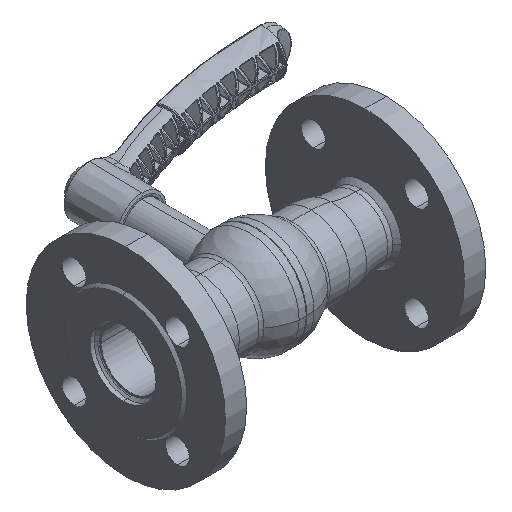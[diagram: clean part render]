
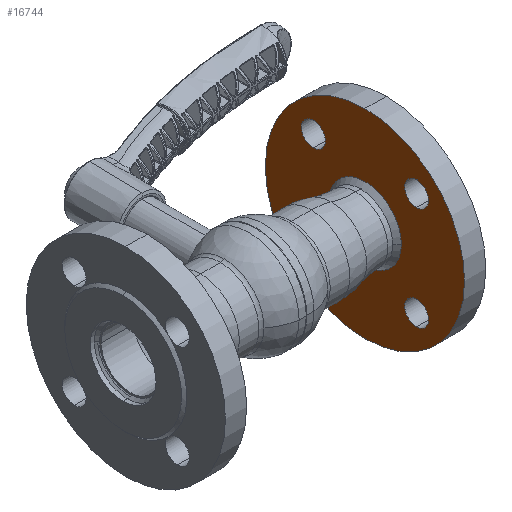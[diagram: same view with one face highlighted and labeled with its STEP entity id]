
A CAD part, isometric view. The second image highlights one B-rep face of the part: STEP entity #16744.
In plain terms, the highlighted planar face has unit normal (-1, 0, 0).
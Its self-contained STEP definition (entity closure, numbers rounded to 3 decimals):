
#378 = ORIENTED_EDGE ( 'NONE', *, *, #10857, .T. ) ;
#618 = VERTEX_POINT ( 'NONE', #18009 ) ;
#749 = CARTESIAN_POINT ( 'NONE',  ( 82., -38.891, -38.891 ) ) ;
#925 = VERTEX_POINT ( 'NONE', #6753 ) ;
#985 = VERTEX_POINT ( 'NONE', #28641 ) ;
#1371 = EDGE_CURVE ( 'NONE', #16541, #15231, #30439, .T. ) ;
#1613 = CARTESIAN_POINT ( 'NONE',  ( 82., 0., 0. ) ) ;
#1762 = CARTESIAN_POINT ( 'NONE',  ( 82., -38.891, 29.891 ) ) ;
#1941 = DIRECTION ( 'NONE',  ( -1., 0., 0. ) ) ;
#2008 = DIRECTION ( 'NONE',  ( -1., 0., 0. ) ) ;
#2216 = ORIENTED_EDGE ( 'NONE', *, *, #11308, .F. ) ;
#2310 = CARTESIAN_POINT ( 'NONE',  ( 82., 38.891, 38.891 ) ) ;
#2951 = CARTESIAN_POINT ( 'NONE',  ( 82., 38.891, -47.891 ) ) ;
#3233 = CIRCLE ( 'NONE', #13236, 9. ) ;
#3316 = EDGE_CURVE ( 'NONE', #8951, #618, #18351, .T. ) ;
#3346 = ORIENTED_EDGE ( 'NONE', *, *, #31649, .F. ) ;
#3725 = DIRECTION ( 'NONE',  ( 0., 0., -1. ) ) ;
#3802 = ORIENTED_EDGE ( 'NONE', *, *, #29095, .F. ) ;
#4471 = AXIS2_PLACEMENT_3D ( 'NONE', #6923, #20712, #31957 ) ;
#4687 = DIRECTION ( 'NONE',  ( -1., 0., 0. ) ) ;
#4724 = CARTESIAN_POINT ( 'NONE',  ( 82., -38.891, 47.891 ) ) ;
#4730 = VERTEX_POINT ( 'NONE', #2951 ) ;
#5392 = FACE_BOUND ( 'NONE', #15245, .T. ) ;
#5617 = AXIS2_PLACEMENT_3D ( 'NONE', #23522, #34972, #9747 ) ;
#5696 = EDGE_CURVE ( 'NONE', #985, #4730, #18760, .T. ) ;
#5956 = EDGE_LOOP ( 'NONE', ( #25769, #19520 ) ) ;
#6006 = ORIENTED_EDGE ( 'NONE', *, *, #3316, .F. ) ;
#6671 = EDGE_LOOP ( 'NONE', ( #30481, #3346 ) ) ;
#6753 = CARTESIAN_POINT ( 'NONE',  ( 82., 38.891, 47.891 ) ) ;
#6923 = CARTESIAN_POINT ( 'NONE',  ( 82., 0., 0. ) ) ;
#7151 = EDGE_CURVE ( 'NONE', #18897, #13864, #17227, .T. ) ;
#7538 = CARTESIAN_POINT ( 'NONE',  ( 82., 38.891, -38.891 ) ) ;
#7550 = CIRCLE ( 'NONE', #31660, 9. ) ;
#7605 = CARTESIAN_POINT ( 'NONE',  ( 82., 75., 0. ) ) ;
#8951 = VERTEX_POINT ( 'NONE', #18005 ) ;
#9747 = DIRECTION ( 'NONE',  ( 0., 0., -1. ) ) ;
#9934 = DIRECTION ( 'NONE',  ( -1., 0., 0. ) ) ;
#9987 = ORIENTED_EDGE ( 'NONE', *, *, #1371, .T. ) ;
#10407 = DIRECTION ( 'NONE',  ( 0., 0., -1. ) ) ;
#10857 = EDGE_CURVE ( 'NONE', #15231, #16541, #27408, .T. ) ;
#11308 = EDGE_CURVE ( 'NONE', #618, #8951, #20841, .T. ) ;
#11551 = CARTESIAN_POINT ( 'NONE',  ( 82., -38.891, -29.891 ) ) ;
#11793 = DIRECTION ( 'NONE',  ( 0., 0., -1. ) ) ;
#12372 = CARTESIAN_POINT ( 'NONE',  ( 82., 0., -24.75 ) ) ;
#12425 = EDGE_CURVE ( 'NONE', #19675, #925, #3233, .T. ) ;
#12510 = DIRECTION ( 'NONE',  ( 0., 0., -1. ) ) ;
#13051 = CARTESIAN_POINT ( 'NONE',  ( 82., 38.891, 38.891 ) ) ;
#13063 = DIRECTION ( 'NONE',  ( 1., 0., 0. ) ) ;
#13196 = EDGE_LOOP ( 'NONE', ( #378, #9987 ) ) ;
#13236 = AXIS2_PLACEMENT_3D ( 'NONE', #2310, #1941, #10407 ) ;
#13240 = DIRECTION ( 'NONE',  ( -1., 0., 0. ) ) ;
#13354 = EDGE_CURVE ( 'NONE', #34650, #29277, #27928, .T. ) ;
#13540 = CIRCLE ( 'NONE', #22931, 9. ) ;
#13864 = VERTEX_POINT ( 'NONE', #4724 ) ;
#14192 = DIRECTION ( 'NONE',  ( 0., 0., -1. ) ) ;
#14417 = ORIENTED_EDGE ( 'NONE', *, *, #12425, .F. ) ;
#14551 = DIRECTION ( 'NONE',  ( 1., 0., 0. ) ) ;
#14651 = AXIS2_PLACEMENT_3D ( 'NONE', #7538, #18578, #12510 ) ;
#14856 = CARTESIAN_POINT ( 'NONE',  ( 82., -38.891, -47.891 ) ) ;
#14987 = EDGE_CURVE ( 'NONE', #4730, #985, #7550, .T. ) ;
#15231 = VERTEX_POINT ( 'NONE', #12372 ) ;
#15245 = EDGE_LOOP ( 'NONE', ( #36050, #3802 ) ) ;
#15511 = CIRCLE ( 'NONE', #17253, 9. ) ;
#15843 = CARTESIAN_POINT ( 'NONE',  ( 82., 38.891, 29.891 ) ) ;
#15900 = DIRECTION ( 'NONE',  ( 0., 0., -1. ) ) ;
#16178 = CARTESIAN_POINT ( 'NONE',  ( 82., -38.891, 38.891 ) ) ;
#16541 = VERTEX_POINT ( 'NONE', #18110 ) ;
#16604 = FACE_OUTER_BOUND ( 'NONE', #25897, .T. ) ;
#16669 = CIRCLE ( 'NONE', #27829, 9. ) ;
#16744 = ADVANCED_FACE ( 'NONE', ( #30604, #5392, #24343, #30239, #16604, #27828 ), #35605, .F. ) ;
#17227 = CIRCLE ( 'NONE', #23691, 9. ) ;
#17253 = AXIS2_PLACEMENT_3D ( 'NONE', #13051, #9934, #18568 ) ;
#17814 = DIRECTION ( 'NONE',  ( 0., 0., -1. ) ) ;
#17833 = DIRECTION ( 'NONE',  ( 0., 0., -1. ) ) ;
#18005 = CARTESIAN_POINT ( 'NONE',  ( 82., 0., 75. ) ) ;
#18009 = CARTESIAN_POINT ( 'NONE',  ( 82., 0., -75. ) ) ;
#18110 = CARTESIAN_POINT ( 'NONE',  ( 82., 0., 24.75 ) ) ;
#18351 = CIRCLE ( 'NONE', #31275, 75. ) ;
#18568 = DIRECTION ( 'NONE',  ( 0., 0., -1. ) ) ;
#18578 = DIRECTION ( 'NONE',  ( -1., 0., 0. ) ) ;
#18760 = CIRCLE ( 'NONE', #14651, 9. ) ;
#18897 = VERTEX_POINT ( 'NONE', #1762 ) ;
#19520 = ORIENTED_EDGE ( 'NONE', *, *, #5696, .F. ) ;
#19675 = VERTEX_POINT ( 'NONE', #15843 ) ;
#20712 = DIRECTION ( 'NONE',  ( 1., 0., 0. ) ) ;
#20841 = CIRCLE ( 'NONE', #4471, 75. ) ;
#22931 = AXIS2_PLACEMENT_3D ( 'NONE', #749, #25774, #11793 ) ;
#23522 = CARTESIAN_POINT ( 'NONE',  ( 82., -38.891, -38.891 ) ) ;
#23691 = AXIS2_PLACEMENT_3D ( 'NONE', #16178, #13240, #24452 ) ;
#24343 = FACE_BOUND ( 'NONE', #6671, .T. ) ;
#24452 = DIRECTION ( 'NONE',  ( 0., 0., -1. ) ) ;
#25769 = ORIENTED_EDGE ( 'NONE', *, *, #14987, .F. ) ;
#25774 = DIRECTION ( 'NONE',  ( -1., 0., 0. ) ) ;
#25897 = EDGE_LOOP ( 'NONE', ( #2216, #6006 ) ) ;
#26147 = CARTESIAN_POINT ( 'NONE',  ( 82., -38.891, 38.891 ) ) ;
#26394 = EDGE_LOOP ( 'NONE', ( #14417, #26676 ) ) ;
#26676 = ORIENTED_EDGE ( 'NONE', *, *, #29100, .F. ) ;
#27408 = CIRCLE ( 'NONE', #32139, 24.75 ) ;
#27828 = FACE_BOUND ( 'NONE', #13196, .T. ) ;
#27829 = AXIS2_PLACEMENT_3D ( 'NONE', #26147, #2008, #3725 ) ;
#27928 = CIRCLE ( 'NONE', #5617, 9. ) ;
#28641 = CARTESIAN_POINT ( 'NONE',  ( 82., 38.891, -29.891 ) ) ;
#29095 = EDGE_CURVE ( 'NONE', #13864, #18897, #16669, .T. ) ;
#29100 = EDGE_CURVE ( 'NONE', #925, #19675, #15511, .T. ) ;
#29277 = VERTEX_POINT ( 'NONE', #11551 ) ;
#29715 = CARTESIAN_POINT ( 'NONE',  ( 82., 38.891, -38.891 ) ) ;
#29812 = DIRECTION ( 'NONE',  ( 0., 0., -1. ) ) ;
#30239 = FACE_BOUND ( 'NONE', #5956, .T. ) ;
#30439 = CIRCLE ( 'NONE', #31047, 24.75 ) ;
#30481 = ORIENTED_EDGE ( 'NONE', *, *, #13354, .F. ) ;
#30604 = FACE_BOUND ( 'NONE', #26394, .T. ) ;
#31047 = AXIS2_PLACEMENT_3D ( 'NONE', #31304, #14551, #14192 ) ;
#31275 = AXIS2_PLACEMENT_3D ( 'NONE', #33120, #13063, #29812 ) ;
#31304 = CARTESIAN_POINT ( 'NONE',  ( 82., 0., 0. ) ) ;
#31649 = EDGE_CURVE ( 'NONE', #29277, #34650, #13540, .T. ) ;
#31660 = AXIS2_PLACEMENT_3D ( 'NONE', #29715, #4687, #15900 ) ;
#31957 = DIRECTION ( 'NONE',  ( 0., 0., -1. ) ) ;
#32139 = AXIS2_PLACEMENT_3D ( 'NONE', #1613, #32546, #17814 ) ;
#32206 = DIRECTION ( 'NONE',  ( 1., 0., 0. ) ) ;
#32546 = DIRECTION ( 'NONE',  ( 1., 0., 0. ) ) ;
#32796 = AXIS2_PLACEMENT_3D ( 'NONE', #7605, #32206, #17833 ) ;
#33120 = CARTESIAN_POINT ( 'NONE',  ( 82., 0., 0. ) ) ;
#34650 = VERTEX_POINT ( 'NONE', #14856 ) ;
#34972 = DIRECTION ( 'NONE',  ( -1., 0., 0. ) ) ;
#35605 = PLANE ( 'NONE',  #32796 ) ;
#36050 = ORIENTED_EDGE ( 'NONE', *, *, #7151, .F. ) ;
